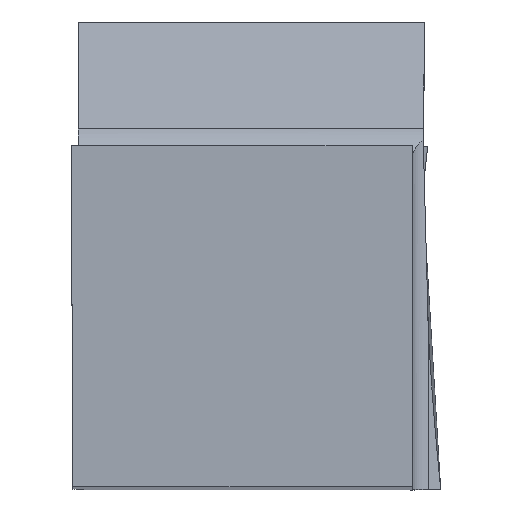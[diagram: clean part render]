
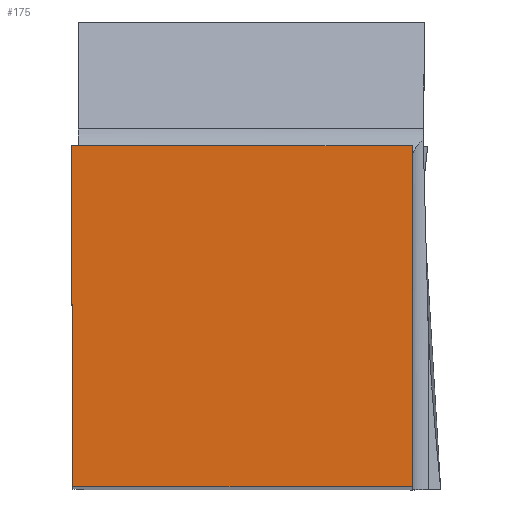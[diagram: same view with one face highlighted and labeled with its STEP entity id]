
A CAD part, top view. The second image highlights one B-rep face of the part: STEP entity #175.
In plain terms, the highlighted planar face has unit normal (0, 0, 1).
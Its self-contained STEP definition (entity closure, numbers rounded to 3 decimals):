
#120=PLANE('',#1472);
#175=ADVANCED_FACE('CU_BACK_SU1',(#252),#120,.F.);
#252=FACE_OUTER_BOUND('',#318,.T.);
#318=EDGE_LOOP('',(#787,#788,#789,#790));
#436=LINE('',#2131,#562);
#440=LINE('',#2141,#566);
#443=LINE('',#2151,#569);
#462=LINE('',#2212,#588);
#562=VECTOR('',#1625,1.);
#566=VECTOR('',#1633,1.);
#569=VECTOR('',#1642,1.);
#588=VECTOR('',#1683,1.);
#787=ORIENTED_EDGE('',*,*,#1218,.T.);
#788=ORIENTED_EDGE('',*,*,#1251,.F.);
#789=ORIENTED_EDGE('',*,*,#1228,.T.);
#790=ORIENTED_EDGE('',*,*,#1223,.T.);
#1084=VERTEX_POINT('',#2130);
#1085=VERTEX_POINT('',#2132);
#1089=VERTEX_POINT('',#2142);
#1093=VERTEX_POINT('',#2152);
#1218=EDGE_CURVE('',#1085,#1084,#436,.T.);
#1223=EDGE_CURVE('',#1089,#1085,#440,.T.);
#1228=EDGE_CURVE('',#1093,#1089,#443,.T.);
#1251=EDGE_CURVE('',#1093,#1084,#462,.T.);
#1472=AXIS2_PLACEMENT_3D('',#2213,#1684,#1685);
#1625=DIRECTION('',(1.,0.,0.));
#1633=DIRECTION('',(0.004,-1.,0.));
#1642=DIRECTION('',(-1.,0.,0.));
#1683=DIRECTION('',(0.,-1.,0.));
#1684=DIRECTION('',(0.,0.,-1.));
#1685=DIRECTION('',(0.,-1.,0.));
#2130=CARTESIAN_POINT('',(24.875,0.,0.));
#2131=CARTESIAN_POINT('',(-23.244,0.,0.));
#2132=CARTESIAN_POINT('',(0.109,0.,0.));
#2141=CARTESIAN_POINT('',(-0.088,44.976,0.));
#2142=CARTESIAN_POINT('',(0.,24.875,0.));
#2151=CARTESIAN_POINT('',(-23.244,24.875,0.));
#2152=CARTESIAN_POINT('',(24.875,24.875,0.));
#2212=CARTESIAN_POINT('',(24.875,44.875,0.));
#2213=CARTESIAN_POINT('',(-23.244,44.875,0.));
